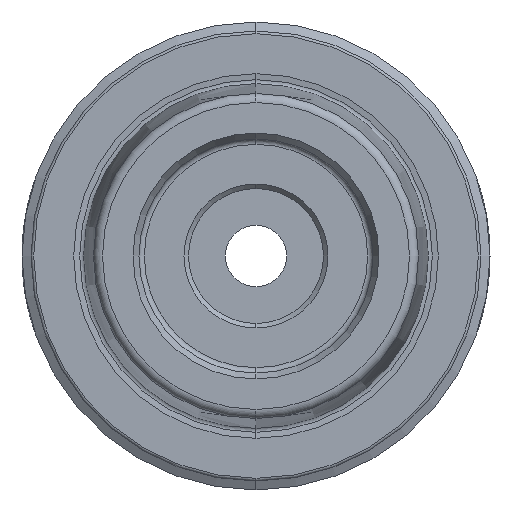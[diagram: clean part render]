
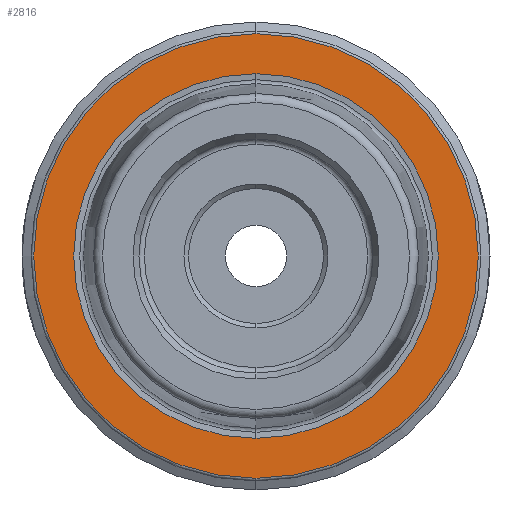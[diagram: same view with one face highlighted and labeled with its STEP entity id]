
A CAD part, left-side view. The second image highlights one B-rep face of the part: STEP entity #2816.
In plain terms, the highlighted planar face has unit normal (-1, 0, 0).
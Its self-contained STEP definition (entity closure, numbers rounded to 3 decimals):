
#50 = EDGE_LOOP ( 'NONE', ( #4062, #2236 ) ) ;
#158 = AXIS2_PLACEMENT_3D ( 'NONE', #3556, #1651, #1594 ) ;
#352 = AXIS2_PLACEMENT_3D ( 'NONE', #2930, #396, #2331 ) ;
#396 = DIRECTION ( 'NONE',  ( -1., 0., 0. ) ) ;
#514 = VERTEX_POINT ( 'NONE', #3399 ) ;
#635 = VERTEX_POINT ( 'NONE', #1028 ) ;
#656 = FACE_OUTER_BOUND ( 'NONE', #3706, .T. ) ;
#678 = ORIENTED_EDGE ( 'NONE', *, *, #725, .T. ) ;
#706 = VERTEX_POINT ( 'NONE', #709 ) ;
#709 = CARTESIAN_POINT ( 'NONE',  ( 0., 0., 20.258 ) ) ;
#725 = EDGE_CURVE ( 'NONE', #1828, #514, #1485, .T. ) ;
#730 = ORIENTED_EDGE ( 'NONE', *, *, #1894, .T. ) ;
#850 = CARTESIAN_POINT ( 'NONE',  ( 0., 0., 0. ) ) ;
#919 = AXIS2_PLACEMENT_3D ( 'NONE', #850, #2154, #2788 ) ;
#932 = DIRECTION ( 'NONE',  ( -1., 0., 0. ) ) ;
#975 = EDGE_CURVE ( 'NONE', #635, #706, #3265, .T. ) ;
#1028 = CARTESIAN_POINT ( 'NONE',  ( 0., 0., -20.258 ) ) ;
#1317 = FACE_BOUND ( 'NONE', #50, .T. ) ;
#1485 = CIRCLE ( 'NONE', #352, 24.7 ) ;
#1529 = CARTESIAN_POINT ( 'NONE',  ( 0., 0., 0. ) ) ;
#1559 = DIRECTION ( 'NONE',  ( 0., 0., 1. ) ) ;
#1594 = DIRECTION ( 'NONE',  ( 0., 0., 1. ) ) ;
#1651 = DIRECTION ( 'NONE',  ( -1., 0., 0. ) ) ;
#1760 = EDGE_CURVE ( 'NONE', #706, #635, #2509, .T. ) ;
#1828 = VERTEX_POINT ( 'NONE', #1946 ) ;
#1891 = PLANE ( 'NONE',  #3177 ) ;
#1894 = EDGE_CURVE ( 'NONE', #514, #1828, #2171, .T. ) ;
#1946 = CARTESIAN_POINT ( 'NONE',  ( 0., 0., -24.7 ) ) ;
#2154 = DIRECTION ( 'NONE',  ( -1., 0., 0. ) ) ;
#2171 = CIRCLE ( 'NONE', #158, 24.7 ) ;
#2236 = ORIENTED_EDGE ( 'NONE', *, *, #975, .F. ) ;
#2331 = DIRECTION ( 'NONE',  ( 0., 0., 1. ) ) ;
#2509 = CIRCLE ( 'NONE', #3249, 20.258 ) ;
#2788 = DIRECTION ( 'NONE',  ( 0., 0., 1. ) ) ;
#2816 = ADVANCED_FACE ( 'NONE', ( #1317, #656 ), #1891, .F. ) ;
#2872 = DIRECTION ( 'NONE',  ( 1., 0., 0. ) ) ;
#2901 = DIRECTION ( 'NONE',  ( 0., 0., -1. ) ) ;
#2930 = CARTESIAN_POINT ( 'NONE',  ( 0., 0., 0. ) ) ;
#3177 = AXIS2_PLACEMENT_3D ( 'NONE', #4157, #2872, #2901 ) ;
#3249 = AXIS2_PLACEMENT_3D ( 'NONE', #1529, #932, #1559 ) ;
#3265 = CIRCLE ( 'NONE', #919, 20.258 ) ;
#3399 = CARTESIAN_POINT ( 'NONE',  ( 0., 0., 24.7 ) ) ;
#3556 = CARTESIAN_POINT ( 'NONE',  ( 0., 0., 0. ) ) ;
#3706 = EDGE_LOOP ( 'NONE', ( #730, #678 ) ) ;
#4062 = ORIENTED_EDGE ( 'NONE', *, *, #1760, .F. ) ;
#4157 = CARTESIAN_POINT ( 'NONE',  ( 0., 24.7, 0. ) ) ;
